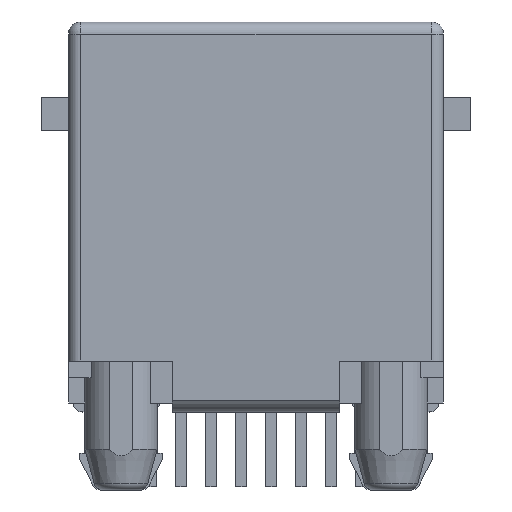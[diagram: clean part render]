
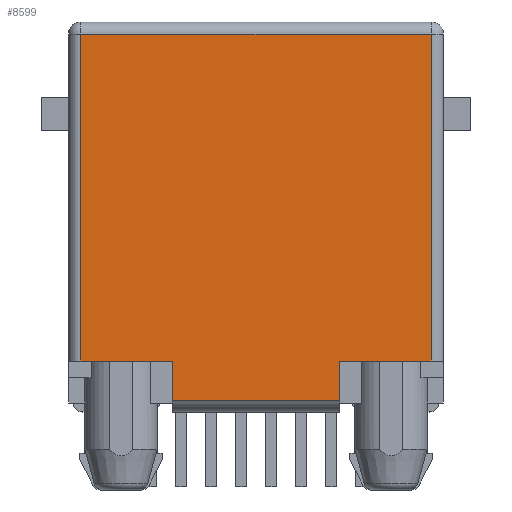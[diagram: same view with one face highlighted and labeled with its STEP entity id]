
A CAD part, front view. The second image highlights one B-rep face of the part: STEP entity #8599.
In plain terms, the highlighted planar face has unit normal (0, -1, 0).
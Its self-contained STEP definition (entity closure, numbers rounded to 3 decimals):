
#988 = VECTOR ( 'NONE', #8538, 1000. ) ;
#1002 = DIRECTION ( 'NONE',  ( 1., 0., 0. ) ) ;
#1030 = EDGE_CURVE ( 'NONE', #6678, #2466, #6091, .T. ) ;
#1043 = ORIENTED_EDGE ( 'NONE', *, *, #1030, .T. ) ;
#1148 = CARTESIAN_POINT ( 'NONE',  ( -7.429, -8.319, -0.508 ) ) ;
#1197 = LINE ( 'NONE', #7231, #988 ) ;
#1215 = EDGE_CURVE ( 'NONE', #6678, #4860, #2749, .T. ) ;
#1323 = EDGE_CURVE ( 'NONE', #5648, #2466, #5971, .T. ) ;
#1501 = CARTESIAN_POINT ( 'NONE',  ( -7.429, -8.319, -14.351 ) ) ;
#1503 = CARTESIAN_POINT ( 'NONE',  ( 7.429, -8.319, -14.351 ) ) ;
#1765 = ORIENTED_EDGE ( 'NONE', *, *, #4960, .T. ) ;
#1799 = VERTEX_POINT ( 'NONE', #7779 ) ;
#1935 = LINE ( 'NONE', #7827, #8452 ) ;
#2038 = DIRECTION ( 'NONE',  ( 0., -1., 0. ) ) ;
#2256 = VERTEX_POINT ( 'NONE', #2940 ) ;
#2260 = DIRECTION ( 'NONE',  ( -1., 0., 0. ) ) ;
#2466 = VERTEX_POINT ( 'NONE', #4479 ) ;
#2532 = VECTOR ( 'NONE', #4526, 1000. ) ;
#2749 = LINE ( 'NONE', #4581, #2532 ) ;
#2850 = VECTOR ( 'NONE', #8056, 1000. ) ;
#2919 = DIRECTION ( 'NONE',  ( 1., 0., 0. ) ) ;
#2923 = ORIENTED_EDGE ( 'NONE', *, *, #1323, .F. ) ;
#2940 = CARTESIAN_POINT ( 'NONE',  ( 3.556, -8.319, -14.351 ) ) ;
#3289 = VECTOR ( 'NONE', #2919, 1000. ) ;
#3537 = ORIENTED_EDGE ( 'NONE', *, *, #5867, .T. ) ;
#3581 = CARTESIAN_POINT ( 'NONE',  ( -7.429, -8.319, -14.351 ) ) ;
#4136 = CARTESIAN_POINT ( 'NONE',  ( -7.938, -8.319, 0. ) ) ;
#4171 = ORIENTED_EDGE ( 'NONE', *, *, #1215, .F. ) ;
#4297 = FACE_OUTER_BOUND ( 'NONE', #5443, .T. ) ;
#4386 = CARTESIAN_POINT ( 'NONE',  ( 3.556, -8.319, -16.042 ) ) ;
#4479 = CARTESIAN_POINT ( 'NONE',  ( -3.556, -8.319, -14.351 ) ) ;
#4480 = LINE ( 'NONE', #8551, #6708 ) ;
#4517 = DIRECTION ( 'NONE',  ( 0., 0., 1. ) ) ;
#4526 = DIRECTION ( 'NONE',  ( 0., 0., 1. ) ) ;
#4581 = CARTESIAN_POINT ( 'NONE',  ( -7.429, -8.319, -14.351 ) ) ;
#4860 = VERTEX_POINT ( 'NONE', #1148 ) ;
#4960 = EDGE_CURVE ( 'NONE', #5648, #8846, #6784, .T. ) ;
#5443 = EDGE_LOOP ( 'NONE', ( #4171, #1043, #2923, #1765, #8073, #8815, #7486, #3537 ) ) ;
#5500 = VECTOR ( 'NONE', #2260, 1000. ) ;
#5648 = VERTEX_POINT ( 'NONE', #6937 ) ;
#5853 = CARTESIAN_POINT ( 'NONE',  ( -3.556, -8.319, -16.042 ) ) ;
#5867 = EDGE_CURVE ( 'NONE', #1799, #4860, #5930, .T. ) ;
#5892 = VERTEX_POINT ( 'NONE', #1503 ) ;
#5930 = LINE ( 'NONE', #6377, #5500 ) ;
#5971 = LINE ( 'NONE', #8793, #2850 ) ;
#6091 = LINE ( 'NONE', #3581, #3289 ) ;
#6352 = EDGE_CURVE ( 'NONE', #2256, #5892, #1935, .T. ) ;
#6377 = CARTESIAN_POINT ( 'NONE',  ( 7.429, -8.319, -0.508 ) ) ;
#6436 = EDGE_CURVE ( 'NONE', #1799, #5892, #1197, .T. ) ;
#6677 = VECTOR ( 'NONE', #7920, 1000. ) ;
#6678 = VERTEX_POINT ( 'NONE', #1501 ) ;
#6708 = VECTOR ( 'NONE', #4517, 1000. ) ;
#6784 = LINE ( 'NONE', #5853, #6677 ) ;
#6793 = PLANE ( 'NONE',  #8384 ) ;
#6937 = CARTESIAN_POINT ( 'NONE',  ( -3.556, -8.319, -16.042 ) ) ;
#7231 = CARTESIAN_POINT ( 'NONE',  ( 7.429, -8.319, -0.508 ) ) ;
#7435 = DIRECTION ( 'NONE',  ( 0., 0., -1. ) ) ;
#7486 = ORIENTED_EDGE ( 'NONE', *, *, #6436, .F. ) ;
#7779 = CARTESIAN_POINT ( 'NONE',  ( 7.429, -8.319, -0.508 ) ) ;
#7827 = CARTESIAN_POINT ( 'NONE',  ( 3.556, -8.319, -14.351 ) ) ;
#7920 = DIRECTION ( 'NONE',  ( 1., 0., 0. ) ) ;
#8056 = DIRECTION ( 'NONE',  ( 0., 0., 1. ) ) ;
#8073 = ORIENTED_EDGE ( 'NONE', *, *, #8174, .T. ) ;
#8174 = EDGE_CURVE ( 'NONE', #8846, #2256, #4480, .T. ) ;
#8384 = AXIS2_PLACEMENT_3D ( 'NONE', #4136, #2038, #7435 ) ;
#8452 = VECTOR ( 'NONE', #1002, 1000. ) ;
#8538 = DIRECTION ( 'NONE',  ( 0., 0., -1. ) ) ;
#8551 = CARTESIAN_POINT ( 'NONE',  ( 3.556, -8.319, -16.042 ) ) ;
#8599 = ADVANCED_FACE ( 'NONE', ( #4297 ), #6793, .T. ) ;
#8793 = CARTESIAN_POINT ( 'NONE',  ( -3.556, -8.319, -16.042 ) ) ;
#8815 = ORIENTED_EDGE ( 'NONE', *, *, #6352, .T. ) ;
#8846 = VERTEX_POINT ( 'NONE', #4386 ) ;
